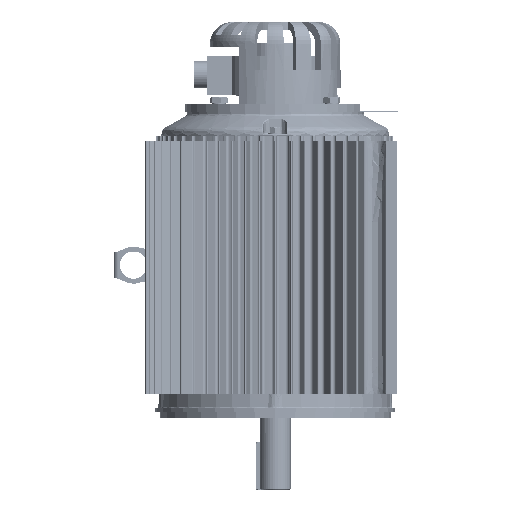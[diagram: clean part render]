
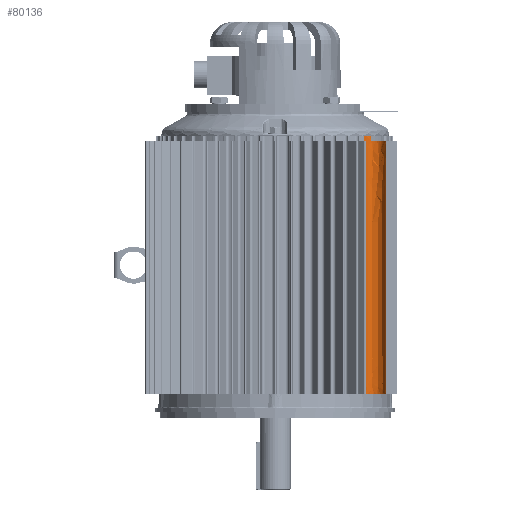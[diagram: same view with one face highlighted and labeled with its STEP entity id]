
A CAD part, left-side view. The second image highlights one B-rep face of the part: STEP entity #80136.
In plain terms, the highlighted free-form (B-spline) face has degree [3, 3] with [4, 4] control points.
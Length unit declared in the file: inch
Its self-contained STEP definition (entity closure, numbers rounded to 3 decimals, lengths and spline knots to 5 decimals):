
#755 = VERTEX_POINT ( 'NONE', #70032 ) ;
#1204 = CARTESIAN_POINT ( 'NONE',  ( -2.73316, -4.93302, -10.68 ) ) ;
#2214 = VERTEX_POINT ( 'NONE', #65860 ) ;
#8066 = CARTESIAN_POINT ( 'NONE',  ( -2.23831, -4.93302, -4.34649 ) ) ;
#9167 = CARTESIAN_POINT ( 'NONE',  ( -2.73316, -4.93302, -10.68052 ) ) ;
#10949 = ORIENTED_EDGE ( 'NONE', *, *, #197036, .T. ) ;
#23582 = LINE ( 'NONE', #158871, #125571 ) ;
#26225 = VECTOR ( 'NONE', #43083, 39.37008 ) ;
#26823 = CARTESIAN_POINT ( 'NONE',  ( -2.73316, -4.93302, -4.34649 ) ) ;
#28741 = CARTESIAN_POINT ( 'NONE',  ( -2.30008, -4.39753, -1.38 ) ) ;
#34744 = CARTESIAN_POINT ( 'NONE',  ( -2.44904, -4.15042, -10.68 ) ) ;
#38632 = VERTEX_POINT ( 'NONE', #109582 ) ;
#43083 = DIRECTION ( 'NONE',  ( 0., 0., 1. ) ) ;
#43205 = CARTESIAN_POINT ( 'NONE',  ( -2.73316, -4.93302, -10.68 ) ) ;
#43539 = CARTESIAN_POINT ( 'NONE',  ( -2.44904, -4.15042, -1.18 ) ) ;
#44135 = ORIENTED_EDGE ( 'NONE', *, *, #129867, .T. ) ;
#44500 = CARTESIAN_POINT ( 'NONE',  ( -2.73316, -4.93302, -1.17948 ) ) ;
#45593 = FACE_OUTER_BOUND ( 'NONE', #60585, .T. ) ;
#51905 = ORIENTED_EDGE ( 'NONE', *, *, #172807, .T. ) ;
#55334 = VERTEX_POINT ( 'NONE', #34744 ) ;
#55467 = EDGE_CURVE ( 'NONE', #188914, #55334, #23582, .T. ) ;
#59510 =( BOUNDED_CURVE ( )  B_SPLINE_CURVE ( 3, ( #178491, #160764, #180672, #28741 ),
 .UNSPECIFIED., .F., .F. ) 
 B_SPLINE_CURVE_WITH_KNOTS ( ( 4, 4 ),
 ( 0., 0.01994 ),
 .UNSPECIFIED. ) 
 CURVE ( )  GEOMETRIC_REPRESENTATION_ITEM ( )  RATIONAL_B_SPLINE_CURVE ( ( 1., 0.69, 0.599, 0.726 ) ) 
 REPRESENTATION_ITEM ( '' )  );
#59690 = LINE ( 'NONE', #195045, #26225 ) ;
#60585 = EDGE_LOOP ( 'NONE', ( #10949, #44135, #51905, #134160, #90491, #73820 ) ) ;
#61115 =( BOUNDED_SURFACE ( )  B_SPLINE_SURFACE ( 3, 3, ( 
 ( #44500, #26823, #176532, #9167 ),
 ( #75528, #8066, #212014, #109912 ),
 ( #180908, #63266, #130965, #112110 ),
 ( #93253, #163186, #76640, #111012 ) ),
 .UNSPECIFIED., .F., .F., .T. ) 
 B_SPLINE_SURFACE_WITH_KNOTS ( ( 4, 4 ),
 ( 4, 4 ),
 ( 0., 1. ),
 ( 0.07202, 0.92798 ),
 .UNSPECIFIED. ) 
 GEOMETRIC_REPRESENTATION_ITEM ( )  RATIONAL_B_SPLINE_SURFACE ( (
 ( 1., 1., 1., 1.),
 ( 0.561, 0.561, 0.561, 0.561),
 ( 0.561, 0.561, 0.561, 0.561),
 ( 1., 1., 1., 1.) ) ) 
 REPRESENTATION_ITEM ( '' )  SURFACE ( )  );
#63266 = CARTESIAN_POINT ( 'NONE',  ( -2.06945, -4.46788, -4.34649 ) ) ;
#64492 = VERTEX_POINT ( 'NONE', #1204 ) ;
#65860 = CARTESIAN_POINT ( 'NONE',  ( -2.73316, -4.93302, -1.38 ) ) ;
#70032 = CARTESIAN_POINT ( 'NONE',  ( -2.30008, -4.39753, -1.38 ) ) ;
#73820 = ORIENTED_EDGE ( 'NONE', *, *, #215837, .T. ) ;
#75528 = CARTESIAN_POINT ( 'NONE',  ( -2.23831, -4.93302, -1.17948 ) ) ;
#76640 = CARTESIAN_POINT ( 'NONE',  ( -2.44904, -4.15042, -7.51351 ) ) ;
#80136 = ADVANCED_FACE ( 'NONE', ( #45593 ), #61115, .T. ) ;
#85670 = CARTESIAN_POINT ( 'NONE',  ( -2.73316, -4.93302, -0.38 ) ) ;
#90491 = ORIENTED_EDGE ( 'NONE', *, *, #55467, .T. ) ;
#93253 = CARTESIAN_POINT ( 'NONE',  ( -2.44904, -4.15042, -1.17948 ) ) ;
#95234 = CARTESIAN_POINT ( 'NONE',  ( -2.23831, -4.93302, -10.68 ) ) ;
#107866 = CARTESIAN_POINT ( 'NONE',  ( -2.32208, -4.29466, -1.18 ) ) ;
#109582 = CARTESIAN_POINT ( 'NONE',  ( -2.30008, -4.39753, -1.18 ) ) ;
#109865 = VECTOR ( 'NONE', #153382, 39.37008 ) ;
#109912 = CARTESIAN_POINT ( 'NONE',  ( -2.23831, -4.93302, -10.68052 ) ) ;
#111012 = CARTESIAN_POINT ( 'NONE',  ( -2.44904, -4.15042, -10.68052 ) ) ;
#111914 = CARTESIAN_POINT ( 'NONE',  ( -2.06945, -4.46788, -10.68 ) ) ;
#112110 = CARTESIAN_POINT ( 'NONE',  ( -2.06945, -4.46788, -10.68052 ) ) ;
#120038 = LINE ( 'NONE', #85670, #109865 ) ;
#125571 = VECTOR ( 'NONE', #209867, 39.37008 ) ;
#129867 = EDGE_CURVE ( 'NONE', #2214, #755, #59510, .T. ) ;
#130965 = CARTESIAN_POINT ( 'NONE',  ( -2.06945, -4.46788, -7.51351 ) ) ;
#132980 = CARTESIAN_POINT ( 'NONE',  ( -2.44904, -4.15042, -10.68 ) ) ;
#134160 = ORIENTED_EDGE ( 'NONE', *, *, #151051, .T. ) ;
#136981 =( BOUNDED_CURVE ( )  B_SPLINE_CURVE ( 3, ( #143428, #107866, #144525, #43539 ),
 .UNSPECIFIED., .F., .F. ) 
 B_SPLINE_CURVE_WITH_KNOTS ( ( 4, 4 ),
 ( 0., 0.00743 ),
 .UNSPECIFIED. ) 
 CURVE ( )  GEOMETRIC_REPRESENTATION_ITEM ( )  RATIONAL_B_SPLINE_CURVE ( ( 0.726, 0.779, 0.87, 1. ) ) 
 REPRESENTATION_ITEM ( '' )  );
#143428 = CARTESIAN_POINT ( 'NONE',  ( -2.30008, -4.39753, -1.18 ) ) ;
#144525 = CARTESIAN_POINT ( 'NONE',  ( -2.37682, -4.21082, -1.18 ) ) ;
#151051 = EDGE_CURVE ( 'NONE', #38632, #188914, #136981, .T. ) ;
#153382 = DIRECTION ( 'NONE',  ( 0., 0., 1. ) ) ;
#158871 = CARTESIAN_POINT ( 'NONE',  ( -2.44904, -4.15042, -5.93 ) ) ;
#160764 = CARTESIAN_POINT ( 'NONE',  ( -2.4499, -4.93302, -1.38 ) ) ;
#163186 = CARTESIAN_POINT ( 'NONE',  ( -2.44904, -4.15042, -4.34649 ) ) ;
#171363 =( BOUNDED_CURVE ( )  B_SPLINE_CURVE ( 3, ( #132980, #111914, #95234, #43205 ),
 .UNSPECIFIED., .F., .F. ) 
 B_SPLINE_CURVE_WITH_KNOTS ( ( 4, 4 ),
 ( 0., 0.02737 ),
 .UNSPECIFIED. ) 
 CURVE ( )  GEOMETRIC_REPRESENTATION_ITEM ( )  RATIONAL_B_SPLINE_CURVE ( ( 1., 0.561, 0.561, 1. ) ) 
 REPRESENTATION_ITEM ( '' )  );
#172807 = EDGE_CURVE ( 'NONE', #755, #38632, #59690, .T. ) ;
#176532 = CARTESIAN_POINT ( 'NONE',  ( -2.73316, -4.93302, -7.51351 ) ) ;
#178491 = CARTESIAN_POINT ( 'NONE',  ( -2.73316, -4.93302, -1.38 ) ) ;
#180672 = CARTESIAN_POINT ( 'NONE',  ( -2.2318, -4.71676, -1.38 ) ) ;
#180908 = CARTESIAN_POINT ( 'NONE',  ( -2.06945, -4.46788, -1.17948 ) ) ;
#188914 = VERTEX_POINT ( 'NONE', #204394 ) ;
#195045 = CARTESIAN_POINT ( 'NONE',  ( -2.30008, -4.39753, -5.93 ) ) ;
#197036 = EDGE_CURVE ( 'NONE', #64492, #2214, #120038, .T. ) ;
#204394 = CARTESIAN_POINT ( 'NONE',  ( -2.44904, -4.15042, -1.18 ) ) ;
#209867 = DIRECTION ( 'NONE',  ( 0., 0., -1. ) ) ;
#212014 = CARTESIAN_POINT ( 'NONE',  ( -2.23831, -4.93302, -7.51351 ) ) ;
#215837 = EDGE_CURVE ( 'NONE', #55334, #64492, #171363, .T. ) ;
